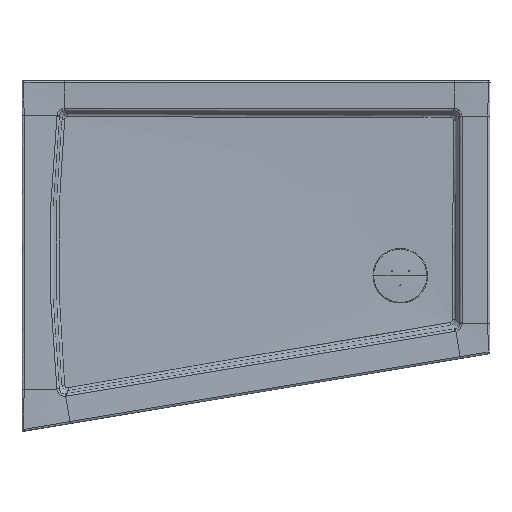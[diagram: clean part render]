
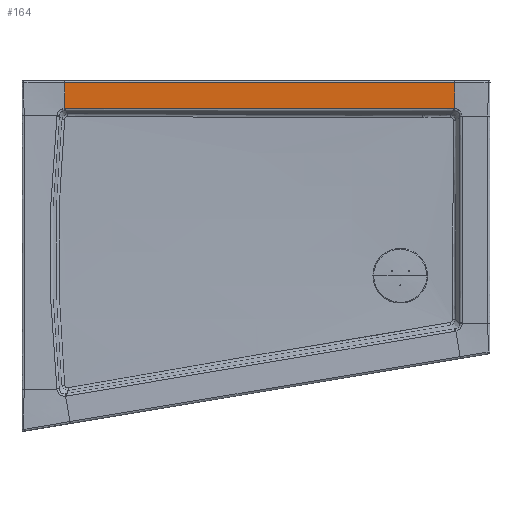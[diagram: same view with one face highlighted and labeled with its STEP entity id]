
A CAD part, top view. The second image highlights one B-rep face of the part: STEP entity #164.
In plain terms, the highlighted planar face has unit normal (0, 0.04, -0.999).
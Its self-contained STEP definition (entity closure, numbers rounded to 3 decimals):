
#164=ADVANCED_FACE('',(#254),#1241,.T.);
#254=FACE_OUTER_BOUND('',#343,.T.);
#343=EDGE_LOOP('',(#644,#645,#646,#647,#648,#649));
#644=ORIENTED_EDGE('',*,*,#894,.T.);
#645=ORIENTED_EDGE('',*,*,#784,.T.);
#646=ORIENTED_EDGE('',*,*,#885,.T.);
#647=ORIENTED_EDGE('',*,*,#877,.T.);
#648=ORIENTED_EDGE('',*,*,#871,.T.);
#649=ORIENTED_EDGE('',*,*,#865,.T.);
#784=EDGE_CURVE('',#1151,#1155,#960,.T.);
#865=EDGE_CURVE('',#1209,#1205,#1026,.T.);
#871=EDGE_CURVE('',#1213,#1209,#1032,.T.);
#877=EDGE_CURVE('',#1217,#1213,#1038,.T.);
#885=EDGE_CURVE('',#1155,#1217,#1046,.T.);
#894=EDGE_CURVE('',#1205,#1151,#1055,.T.);
#960=B_SPLINE_CURVE_WITH_KNOTS('',3,(#16179,#16180,#16181,#16182,#16183,
#16184,#16185,#16186,#16187,#16188,#16189,#16190,#16191,#16192),
 .UNSPECIFIED.,.F.,.F.,(4,2,2,2,2,2,4),(0.,0.01,0.05,
0.21,0.85,0.93,1.),.UNSPECIFIED.);
#1026=B_SPLINE_CURVE_WITH_KNOTS('',3,(#17003,#17004,#17005,#17006),
 .UNSPECIFIED.,.F.,.F.,(4,4),(0.,0.002),
 .UNSPECIFIED.);
#1032=B_SPLINE_CURVE_WITH_KNOTS('',3,(#17064,#17065,#17066,#17067,#17068,
#17069,#17070,#17071,#17072,#17073,#17074,#17075,#17076,#17077,#17078,#17079,
#17080,#17081),.UNSPECIFIED.,.F.,.F.,(4,2,2,2,2,2,2,2,4),(0.,
0.038,0.268,0.383,0.498,
0.555,0.67,0.785,0.996),
 .UNSPECIFIED.);
#1038=B_SPLINE_CURVE_WITH_KNOTS('',3,(#17124,#17125,#17126,#17127),
 .UNSPECIFIED.,.F.,.F.,(4,4),(0.,0.002),
 .UNSPECIFIED.);
#1046=B_SPLINE_CURVE_WITH_KNOTS('',1,(#17255,#17256),.UNSPECIFIED.,.F.,
 .F.,(2,2),(0.069,0.953),.UNSPECIFIED.);
#1055=B_SPLINE_CURVE_WITH_KNOTS('',1,(#17391,#17392),.UNSPECIFIED.,.F.,
 .F.,(2,2),(0.048,0.931),.UNSPECIFIED.);
#1151=VERTEX_POINT('',#15958);
#1155=VERTEX_POINT('',#15962);
#1205=VERTEX_POINT('',#16012);
#1209=VERTEX_POINT('',#16016);
#1213=VERTEX_POINT('',#16020);
#1217=VERTEX_POINT('',#16024);
#1241=PLANE('',#1281);
#1281=AXIS2_PLACEMENT_3D('',#10282,#1289,$);
#1289=DIRECTION('',(0.,0.04,-0.999));
#10282=CARTESIAN_POINT('',(-1140.983,-1.888,40.925));
#15958=CARTESIAN_POINT('',(-1090.965,-5.2,40.792));
#15962=CARTESIAN_POINT('',(-90.613,-5.2,40.792));
#16012=CARTESIAN_POINT('',(-1090.965,-71.433,38.143));
#16016=CARTESIAN_POINT('',(-1088.907,-71.353,38.146));
#16020=CARTESIAN_POINT('',(-92.894,-71.355,38.146));
#16024=CARTESIAN_POINT('',(-90.613,-71.446,38.142));
#16179=CARTESIAN_POINT('',(-1090.965,-5.2,40.792));
#16180=CARTESIAN_POINT('',(-1087.632,-5.2,40.792));
#16181=CARTESIAN_POINT('',(-1084.298,-5.2,40.792));
#16182=CARTESIAN_POINT('',(-1067.632,-5.2,40.792));
#16183=CARTESIAN_POINT('',(-1054.298,-5.2,40.792));
#16184=CARTESIAN_POINT('',(-987.632,-5.2,40.792));
#16185=CARTESIAN_POINT('',(-934.298,-5.2,40.792));
#16186=CARTESIAN_POINT('',(-667.632,-5.2,40.792));
#16187=CARTESIAN_POINT('',(-454.298,-5.2,40.792));
#16188=CARTESIAN_POINT('',(-214.414,-5.2,40.792));
#16189=CARTESIAN_POINT('',(-187.864,-5.2,40.792));
#16190=CARTESIAN_POINT('',(-137.746,-5.2,40.792));
#16191=CARTESIAN_POINT('',(-114.18,-5.2,40.792));
#16192=CARTESIAN_POINT('',(-90.613,-5.2,40.792));
#17003=CARTESIAN_POINT('',(-1088.907,-71.353,38.146));
#17004=CARTESIAN_POINT('',(-1089.593,-71.353,38.146));
#17005=CARTESIAN_POINT('',(-1090.28,-71.38,38.145));
#17006=CARTESIAN_POINT('',(-1090.965,-71.433,38.143));
#17064=CARTESIAN_POINT('',(-92.894,-71.355,38.146));
#17065=CARTESIAN_POINT('',(-105.502,-71.356,38.146));
#17066=CARTESIAN_POINT('',(-118.11,-71.353,38.146));
#17067=CARTESIAN_POINT('',(-207.397,-71.341,38.146));
#17068=CARTESIAN_POINT('',(-284.075,-71.352,38.146));
#17069=CARTESIAN_POINT('',(-399.093,-71.353,38.146));
#17070=CARTESIAN_POINT('',(-437.432,-71.353,38.146));
#17071=CARTESIAN_POINT('',(-514.111,-71.353,38.146));
#17072=CARTESIAN_POINT('',(-552.45,-71.353,38.146));
#17073=CARTESIAN_POINT('',(-609.959,-71.353,38.146));
#17074=CARTESIAN_POINT('',(-629.128,-71.353,38.146));
#17075=CARTESIAN_POINT('',(-686.637,-71.353,38.146));
#17076=CARTESIAN_POINT('',(-724.976,-71.353,38.146));
#17077=CARTESIAN_POINT('',(-801.655,-71.353,38.146));
#17078=CARTESIAN_POINT('',(-839.994,-71.353,38.146));
#17079=CARTESIAN_POINT('',(-948.524,-71.353,38.146));
#17080=CARTESIAN_POINT('',(-1018.715,-71.353,38.146));
#17081=CARTESIAN_POINT('',(-1088.907,-71.353,38.146));
#17124=CARTESIAN_POINT('',(-90.613,-71.446,38.142));
#17125=CARTESIAN_POINT('',(-91.372,-71.384,38.145));
#17126=CARTESIAN_POINT('',(-92.133,-71.355,38.146));
#17127=CARTESIAN_POINT('',(-92.894,-71.355,38.146));
#17255=CARTESIAN_POINT('',(-90.613,-5.2,40.792));
#17256=CARTESIAN_POINT('',(-90.613,-71.446,38.142));
#17391=CARTESIAN_POINT('',(-1090.965,-71.433,38.143));
#17392=CARTESIAN_POINT('',(-1090.965,-5.2,40.792));
